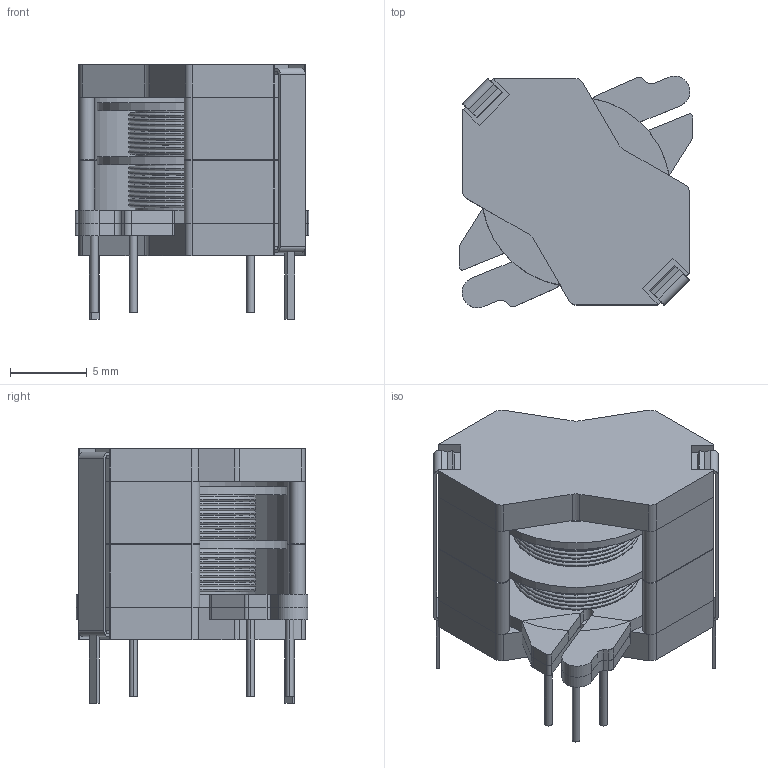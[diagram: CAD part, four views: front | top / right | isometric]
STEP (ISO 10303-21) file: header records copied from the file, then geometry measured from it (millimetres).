
FILE_DESCRIPTION((''),'2;1');
FILE_NAME('XFMR_CERN_HCRAJFX.stp','2012-07-26T13:52:15',(''),(''),'Mechanical Desktop 2011','Mechanical Desktop 2011',', , ');
FILE_SCHEMA(('AUTOMOTIVE_DESIGN { 1 2 10303 214 1 1 1 1 }'));
Length unit declared in the file: millimetre
Products named in the file (1): Product
Bounding box: 15.18 x 15.04 x 16.52 mm (x, y, z)
Volume: 1307.6 mm3; surface area: 3265.8 mm2
Topology: 46 solids, 46 shells, 362 faces, 844 edges, 538 vertices
Faces by surface type: plane 144, cylinder 104, torus 72, bspline 42
Entity records: 10561 total; most frequent: CARTESIAN_POINT 1955, DIRECTION 1850, ORIENTED_EDGE 1688, EDGE_CURVE 844, AXIS2_PLACEMENT_3D 685, VERTEX_POINT 538, VECTOR 480, LINE 480
